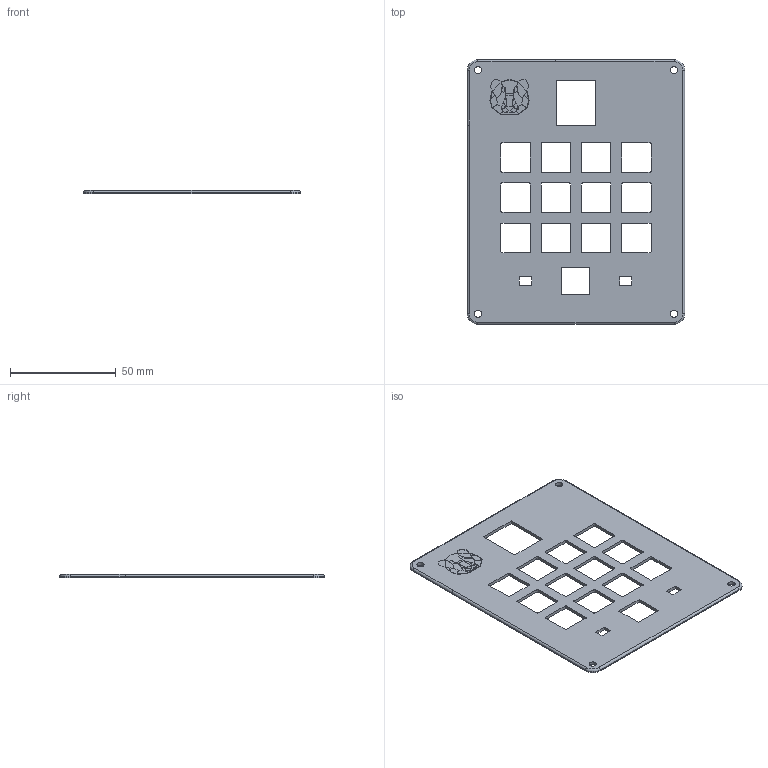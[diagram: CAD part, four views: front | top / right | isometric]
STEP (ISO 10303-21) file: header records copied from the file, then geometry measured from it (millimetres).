
FILE_DESCRIPTION(/* description */ (''),/* implementation_level */ '2;1');
FILE_NAME(/* name */ 'TopCover.step',/* time_stamp */ '2025-11-30T12:15:21+01:00',/* author */ (''),/* organization */ (''),/* preprocessor_version */ 'ST-DEVELOPER v20.1',/* originating_system */ 'Autodesk Translation Framework v14.21.0.0',/* authorisation */ '');
FILE_SCHEMA (('AUTOMOTIVE_DESIGN { 1 0 10303 214 3 1 1 }'));
Length unit declared in the file: millimetre
Products named in the file (2): BottomBox; TopCover
Assembly tree (1 placements, depth 2):
  BottomBox
    TopCover
Bounding box: 102.96 x 125.41 x 1.5 mm (x, y, z)
Volume: 14703.9 mm3; surface area: 21705 mm2
Topology: 1 solids, 1 shells, 288 faces, 781 edges, 518 vertices
Faces by surface type: plane 222, cylinder 62, torus 4
Full cylindrical faces by diameter (mm): 3.4 x4
Entity records: 9120 total; most frequent: CARTESIAN_POINT 1590, ORIENTED_EDGE 1562, DIRECTION 1489, EDGE_CURVE 781, LINE 655, VECTOR 655, VERTEX_POINT 518, AXIS2_PLACEMENT_3D 417
